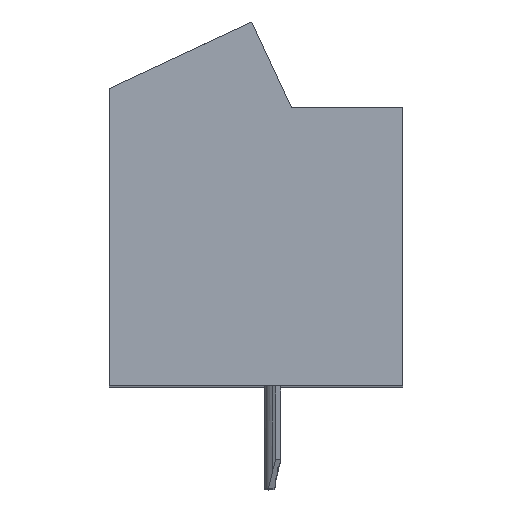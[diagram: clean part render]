
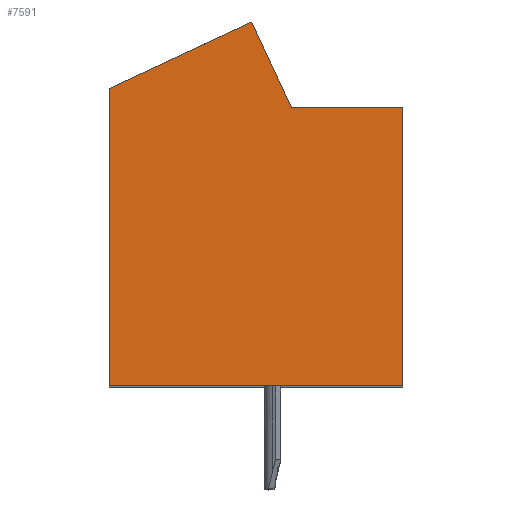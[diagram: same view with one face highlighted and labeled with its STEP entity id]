
A CAD part, top view. The second image highlights one B-rep face of the part: STEP entity #7591.
In plain terms, the highlighted planar face has unit normal (0, 0, 1).
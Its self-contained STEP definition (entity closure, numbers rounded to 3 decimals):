
#2701=DIRECTION('',(-1.,0.,0.));
#2702=VECTOR('',#2701,3.79);
#2703=CARTESIAN_POINT('',(5.002,3.3,26.75));
#2704=LINE('',#2703,#2702);
#2705=DIRECTION('',(0.,1.,0.));
#2706=VECTOR('',#2705,9.5);
#2707=CARTESIAN_POINT('',(5.002,-6.2,26.75));
#2708=LINE('',#2707,#2706);
#2709=DIRECTION('',(1.,0.,0.));
#2710=VECTOR('',#2709,10.);
#2711=CARTESIAN_POINT('',(-4.998,-6.2,26.75));
#2712=LINE('',#2711,#2710);
#2713=DIRECTION('',(0.,-1.,0.));
#2714=VECTOR('',#2713,10.135);
#2715=CARTESIAN_POINT('',(-4.998,3.935,26.75));
#2716=LINE('',#2715,#2714);
#2717=DIRECTION('',(-0.906,-0.423,0.));
#2718=VECTOR('',#2717,5.36);
#2719=CARTESIAN_POINT('',(-0.14,6.2,26.75));
#2720=LINE('',#2719,#2718);
#2721=DIRECTION('',(-0.423,0.906,0.));
#2722=VECTOR('',#2721,3.2);
#2723=CARTESIAN_POINT('',(1.212,3.3,26.75));
#2724=LINE('',#2723,#2722);
#3307=CARTESIAN_POINT('',(5.002,3.3,26.75));
#3308=CARTESIAN_POINT('',(1.212,3.3,26.75));
#3309=VERTEX_POINT('',#3307);
#3310=VERTEX_POINT('',#3308);
#3311=CARTESIAN_POINT('',(-0.14,6.2,26.75));
#3312=VERTEX_POINT('',#3311);
#3313=CARTESIAN_POINT('',(-4.998,3.935,26.75));
#3314=VERTEX_POINT('',#3313);
#3315=CARTESIAN_POINT('',(-4.998,-6.2,26.75));
#3316=VERTEX_POINT('',#3315);
#3317=CARTESIAN_POINT('',(5.002,-6.2,26.75));
#3318=VERTEX_POINT('',#3317);
#7578=CARTESIAN_POINT('',(0.,0.,26.75));
#7579=DIRECTION('',(0.,0.,1.));
#7580=DIRECTION('',(1.,0.,0.));
#7581=AXIS2_PLACEMENT_3D('',#7578,#7579,#7580);
#7582=PLANE('',#7581);
#7583=ORIENTED_EDGE('',*,*,#4248,.F.);
#7584=ORIENTED_EDGE('',*,*,#4263,.F.);
#7585=ORIENTED_EDGE('',*,*,#4277,.F.);
#7586=ORIENTED_EDGE('',*,*,#4406,.F.);
#7587=ORIENTED_EDGE('',*,*,#4549,.F.);
#7588=ORIENTED_EDGE('',*,*,#7572,.F.);
#7589=EDGE_LOOP('',(#7583,#7584,#7585,#7586,#7587,#7588));
#7590=FACE_OUTER_BOUND('',#7589,.F.);
#4248=EDGE_CURVE('',#3309,#3310,#2704,.T.);
#4263=EDGE_CURVE('',#3318,#3309,#2708,.T.);
#4277=EDGE_CURVE('',#3316,#3318,#2712,.T.);
#4406=EDGE_CURVE('',#3314,#3316,#2716,.T.);
#4549=EDGE_CURVE('',#3312,#3314,#2720,.T.);
#7572=EDGE_CURVE('',#3310,#3312,#2724,.T.);
#7591=ADVANCED_FACE('',(#7590),#7582,.T.);
